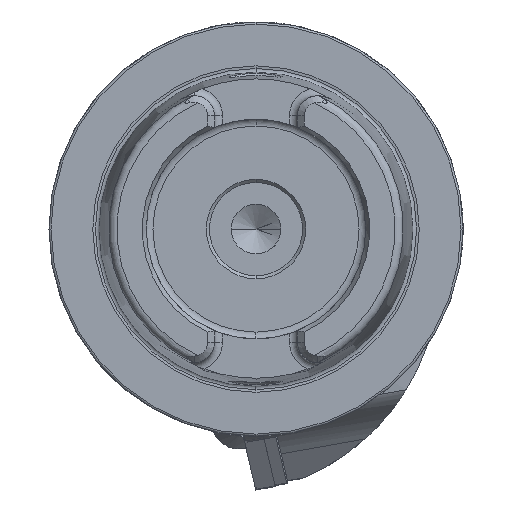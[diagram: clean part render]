
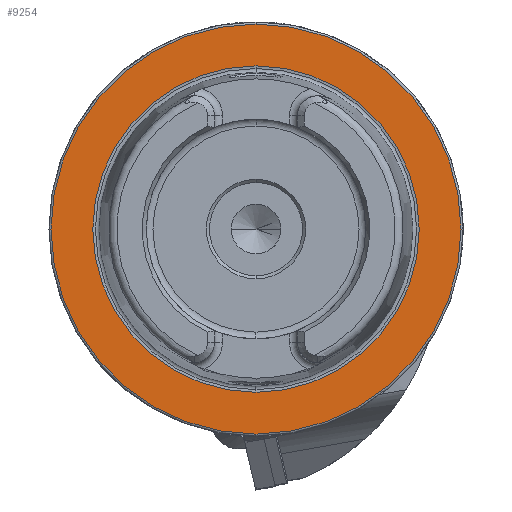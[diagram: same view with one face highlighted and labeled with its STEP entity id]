
A CAD part, left-side view. The second image highlights one B-rep face of the part: STEP entity #9254.
In plain terms, the highlighted planar face has unit normal (-1, 0, 0).
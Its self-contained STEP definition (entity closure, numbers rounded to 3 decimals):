
#419 = CARTESIAN_POINT ( 'NONE',  ( 0., 49.5, 0. ) ) ;
#422 = PLANE ( 'NONE',  #17207 ) ;
#424 = DIRECTION ( 'NONE',  ( 1., 0., 0. ) ) ;
#425 = DIRECTION ( 'NONE',  ( 0., 0., -1. ) ) ;
#1045 = CARTESIAN_POINT ( 'NONE',  ( 0., 0., 0. ) ) ;
#1050 = DIRECTION ( 'NONE',  ( 0., 0., 1. ) ) ;
#1052 = DIRECTION ( 'NONE',  ( -1., 0., 0. ) ) ;
#1088 = CARTESIAN_POINT ( 'NONE',  ( 0., 0., 0. ) ) ;
#1098 = DIRECTION ( 'NONE',  ( -1., 0., 0. ) ) ;
#1109 = DIRECTION ( 'NONE',  ( 0., 0., 1. ) ) ;
#1291 = EDGE_CURVE ( 'NONE', #12049, #12055, #2258, .T. ) ;
#1295 = EDGE_CURVE ( 'NONE', #12116, #12039, #2263, .T. ) ;
#2258 = CIRCLE ( 'NONE', #6587, 39.405 ) ;
#2263 = CIRCLE ( 'NONE', #6590, 49.5 ) ;
#5295 = CARTESIAN_POINT ( 'NONE',  ( 0., 0., -49.5 ) ) ;
#5300 = CARTESIAN_POINT ( 'NONE',  ( 0., 0., -39.405 ) ) ;
#5307 = CARTESIAN_POINT ( 'NONE',  ( 0., 0., 39.405 ) ) ;
#5335 = CARTESIAN_POINT ( 'NONE',  ( 0., 0., 49.5 ) ) ;
#6587 = AXIS2_PLACEMENT_3D ( 'NONE', #1088, #1052, #1050 ) ;
#6590 = AXIS2_PLACEMENT_3D ( 'NONE', #1045, #1098, #1109 ) ;
#6819 = EDGE_LOOP ( 'NONE', ( #10691, #10692 ) ) ;
#6822 = EDGE_LOOP ( 'NONE', ( #10702, #10701 ) ) ;
#8944 = EDGE_CURVE ( 'NONE', #12055, #12049, #16103, .T. ) ;
#8950 = EDGE_CURVE ( 'NONE', #12039, #12116, #16100, .T. ) ;
#9254 = ADVANCED_FACE ( 'NONE', ( #14239, #14237 ), #422, .F. ) ;
#10691 = ORIENTED_EDGE ( 'NONE', *, *, #8944, .F. ) ;
#10692 = ORIENTED_EDGE ( 'NONE', *, *, #1291, .F. ) ;
#10701 = ORIENTED_EDGE ( 'NONE', *, *, #8950, .T. ) ;
#10702 = ORIENTED_EDGE ( 'NONE', *, *, #1295, .T. ) ;
#11939 = CARTESIAN_POINT ( 'NONE',  ( 0., 0., 0. ) ) ;
#11940 = DIRECTION ( 'NONE',  ( -1., 0., 0. ) ) ;
#11941 = DIRECTION ( 'NONE',  ( 0., 0., 1. ) ) ;
#11956 = CARTESIAN_POINT ( 'NONE',  ( 0., 0., 0. ) ) ;
#11957 = DIRECTION ( 'NONE',  ( -1., 0., 0. ) ) ;
#11958 = DIRECTION ( 'NONE',  ( 0., 0., 1. ) ) ;
#12039 = VERTEX_POINT ( 'NONE', #5295 ) ;
#12049 = VERTEX_POINT ( 'NONE', #5300 ) ;
#12055 = VERTEX_POINT ( 'NONE', #5307 ) ;
#12116 = VERTEX_POINT ( 'NONE', #5335 ) ;
#14237 = FACE_OUTER_BOUND ( 'NONE', #6822, .T. ) ;
#14239 = FACE_BOUND ( 'NONE', #6819, .T. ) ;
#16100 = CIRCLE ( 'NONE', #17094, 49.5 ) ;
#16103 = CIRCLE ( 'NONE', #17090, 39.405 ) ;
#17090 = AXIS2_PLACEMENT_3D ( 'NONE', #11939, #11940, #11941 ) ;
#17094 = AXIS2_PLACEMENT_3D ( 'NONE', #11956, #11957, #11958 ) ;
#17207 = AXIS2_PLACEMENT_3D ( 'NONE', #419, #424, #425 ) ;
